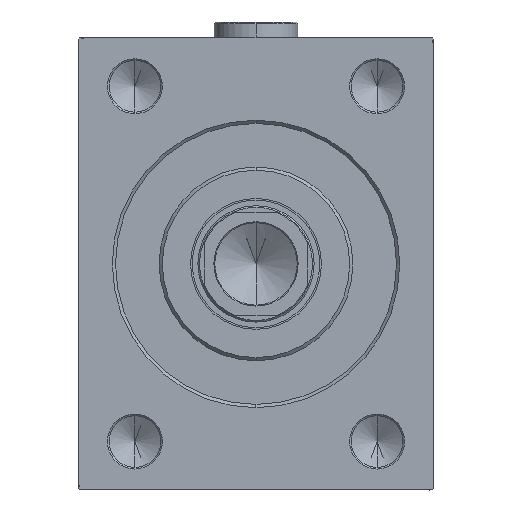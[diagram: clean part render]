
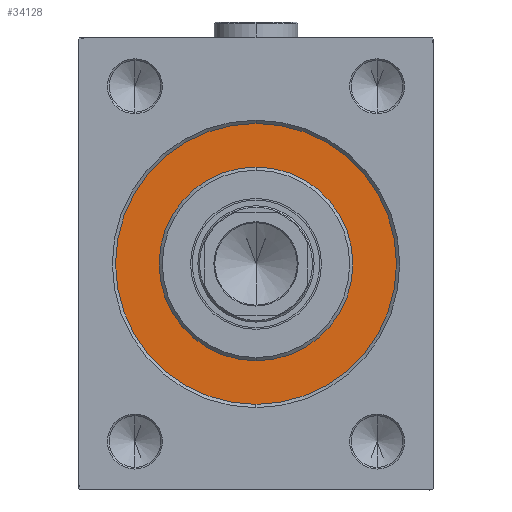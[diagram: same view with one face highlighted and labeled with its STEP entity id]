
A CAD part, left-side view. The second image highlights one B-rep face of the part: STEP entity #34128.
In plain terms, the highlighted face is planar.
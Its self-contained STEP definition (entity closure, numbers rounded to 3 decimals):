
#491 = VERTEX_POINT ( 'NONE', #29311 ) ;
#910 = DIRECTION ( 'NONE',  ( -1., 0., 0. ) ) ;
#2041 = AXIS2_PLACEMENT_3D ( 'NONE', #44323, #26391, #37430 ) ;
#2972 = DIRECTION ( 'NONE',  ( -1., 0., 0. ) ) ;
#3223 = ORIENTED_EDGE ( 'NONE', *, *, #17926, .F. ) ;
#4587 = CIRCLE ( 'NONE', #39850, 30. ) ;
#5624 = VERTEX_POINT ( 'NONE', #32524 ) ;
#5973 = AXIS2_PLACEMENT_3D ( 'NONE', #20469, #2972, #39074 ) ;
#7591 = DIRECTION ( 'NONE',  ( 0., 0., 1. ) ) ;
#8657 = DIRECTION ( 'NONE',  ( 1., 0., 0. ) ) ;
#10882 = VERTEX_POINT ( 'NONE', #29087 ) ;
#13329 = FACE_BOUND ( 'NONE', #21657, .T. ) ;
#13987 = CARTESIAN_POINT ( 'NONE',  ( 0., 0., 0. ) ) ;
#16466 = EDGE_LOOP ( 'NONE', ( #3223, #23479 ) ) ;
#17926 = EDGE_CURVE ( 'NONE', #5624, #491, #34228, .T. ) ;
#20207 = VERTEX_POINT ( 'NONE', #26756 ) ;
#20469 = CARTESIAN_POINT ( 'NONE',  ( 0., 0., 0. ) ) ;
#21507 = AXIS2_PLACEMENT_3D ( 'NONE', #22916, #8657, #26588 ) ;
#21657 = EDGE_LOOP ( 'NONE', ( #32137, #43320 ) ) ;
#22916 = CARTESIAN_POINT ( 'NONE',  ( 0., 0., 0. ) ) ;
#23378 = EDGE_CURVE ( 'NONE', #491, #5624, #42430, .T. ) ;
#23479 = ORIENTED_EDGE ( 'NONE', *, *, #23378, .F. ) ;
#23930 = PLANE ( 'NONE',  #5973 ) ;
#26391 = DIRECTION ( 'NONE',  ( -1., 0., 0. ) ) ;
#26588 = DIRECTION ( 'NONE',  ( 0., 0., -1. ) ) ;
#26756 = CARTESIAN_POINT ( 'NONE',  ( 0., 0., -30. ) ) ;
#27371 = FACE_OUTER_BOUND ( 'NONE', #16466, .T. ) ;
#29087 = CARTESIAN_POINT ( 'NONE',  ( 0., 0., 30. ) ) ;
#29311 = CARTESIAN_POINT ( 'NONE',  ( 0., 0., 43.5 ) ) ;
#32137 = ORIENTED_EDGE ( 'NONE', *, *, #40183, .F. ) ;
#32420 = CARTESIAN_POINT ( 'NONE',  ( 0., 0., 0. ) ) ;
#32524 = CARTESIAN_POINT ( 'NONE',  ( 0., 0., -43.5 ) ) ;
#34003 = CIRCLE ( 'NONE', #21507, 30. ) ;
#34128 = ADVANCED_FACE ( 'NONE', ( #13329, #27371 ), #23930, .F. ) ;
#34228 = CIRCLE ( 'NONE', #42286, 43.5 ) ;
#37430 = DIRECTION ( 'NONE',  ( 0., 0., 1. ) ) ;
#39074 = DIRECTION ( 'NONE',  ( 0., 0., 1. ) ) ;
#39850 = AXIS2_PLACEMENT_3D ( 'NONE', #13987, #41607, #45502 ) ;
#40183 = EDGE_CURVE ( 'NONE', #10882, #20207, #4587, .T. ) ;
#40761 = EDGE_CURVE ( 'NONE', #20207, #10882, #34003, .T. ) ;
#41607 = DIRECTION ( 'NONE',  ( 1., 0., 0. ) ) ;
#42286 = AXIS2_PLACEMENT_3D ( 'NONE', #32420, #910, #7591 ) ;
#42430 = CIRCLE ( 'NONE', #2041, 43.5 ) ;
#43320 = ORIENTED_EDGE ( 'NONE', *, *, #40761, .F. ) ;
#44323 = CARTESIAN_POINT ( 'NONE',  ( 0., 0., 0. ) ) ;
#45502 = DIRECTION ( 'NONE',  ( 0., 0., -1. ) ) ;
